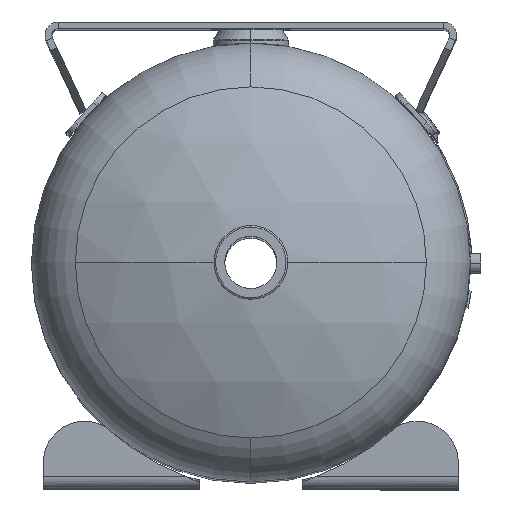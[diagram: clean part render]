
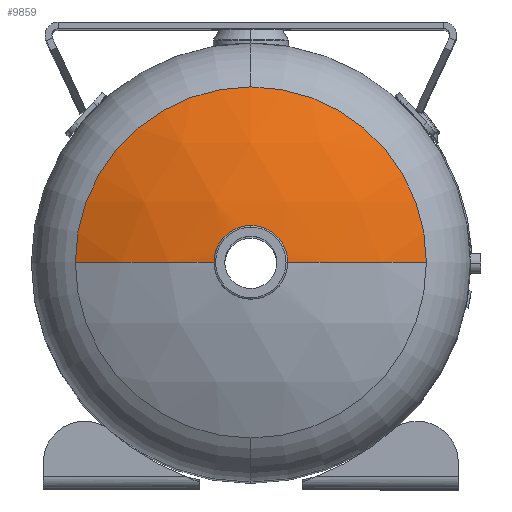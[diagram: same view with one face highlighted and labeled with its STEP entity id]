
A CAD part, top view. The second image highlights one B-rep face of the part: STEP entity #9859.
In plain terms, the highlighted spherical face has radius 365.76 mm.
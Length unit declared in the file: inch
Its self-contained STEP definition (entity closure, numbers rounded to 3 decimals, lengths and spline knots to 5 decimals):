
#214 = CARTESIAN_POINT ( 'NONE',  ( 0., 0., 17.49961 ) ) ;
#216 = DIRECTION ( 'NONE',  ( 0., 0., -1. ) ) ;
#218 = DIRECTION ( 'NONE',  ( 0., 1., 0. ) ) ;
#222 = CARTESIAN_POINT ( 'NONE',  ( 0., 0., 4.6 ) ) ;
#223 = DIRECTION ( 'NONE',  ( 0., 1., 0. ) ) ;
#225 = DIRECTION ( 'NONE',  ( 0., 0., 1. ) ) ;
#530 = CARTESIAN_POINT ( 'NONE',  ( 0., 0., 17.49961 ) ) ;
#532 = DIRECTION ( 'NONE',  ( 0., 0., -1. ) ) ;
#534 = DIRECTION ( 'NONE',  ( 0., 1., 0. ) ) ;
#539 = CARTESIAN_POINT ( 'NONE',  ( 0., 0., 18.94812 ) ) ;
#540 = DIRECTION ( 'NONE',  ( 0., 0., 1. ) ) ;
#541 = DIRECTION ( 'NONE',  ( -1., 0., 0. ) ) ;
#1462 = EDGE_LOOP ( 'NONE', ( #4677, #4678, #4679, #4680, #4681 ) ) ;
#2328 = CARTESIAN_POINT ( 'NONE',  ( 0., 0., 4.6 ) ) ;
#2329 = FACE_OUTER_BOUND ( 'NONE', #1462, .T. ) ;
#2331 = SPHERICAL_SURFACE ( 'NONE', #9684, 14.4 ) ;
#2334 = DIRECTION ( 'NONE',  ( 0., -1., 0. ) ) ;
#2335 = DIRECTION ( 'NONE',  ( 1., 0., 0. ) ) ;
#2890 = CIRCLE ( 'NONE', #2895, 6.4 ) ;
#2892 = CIRCLE ( 'NONE', #2897, 14.4 ) ;
#2895 = AXIS2_PLACEMENT_3D ( 'NONE', #214, #216, #218 ) ;
#2897 = AXIS2_PLACEMENT_3D ( 'NONE', #222, #223, #225 ) ;
#4677 = ORIENTED_EDGE ( 'NONE', *, *, #10034, .F. ) ;
#4678 = ORIENTED_EDGE ( 'NONE', *, *, #9983, .F. ) ;
#4679 = ORIENTED_EDGE ( 'NONE', *, *, #9959, .T. ) ;
#4680 = ORIENTED_EDGE ( 'NONE', *, *, #9958, .F. ) ;
#4681 = ORIENTED_EDGE ( 'NONE', *, *, #9981, .F. ) ;
#6830 = CARTESIAN_POINT ( 'NONE',  ( 0., 0., 4.6 ) ) ;
#6831 = DIRECTION ( 'NONE',  ( 0., -1., 0. ) ) ;
#6832 = DIRECTION ( 'NONE',  ( 1., 0., 0. ) ) ;
#7122 = CARTESIAN_POINT ( 'NONE',  ( -1.22125, 0., 18.94812 ) ) ;
#7125 = CARTESIAN_POINT ( 'NONE',  ( 6.4, 0., 17.49961 ) ) ;
#7126 = CARTESIAN_POINT ( 'NONE',  ( 1.22125, 0., 18.94812 ) ) ;
#7127 = CARTESIAN_POINT ( 'NONE',  ( 0., 6.4, 17.49961 ) ) ;
#7129 = CARTESIAN_POINT ( 'NONE',  ( -6.4, 0., 17.49961 ) ) ;
#9684 = AXIS2_PLACEMENT_3D ( 'NONE', #2328, #2334, #2335 ) ;
#9859 = ADVANCED_FACE ( 'NONE', ( #2329 ), #2331, .T. ) ;
#9958 = EDGE_CURVE ( 'NONE', #11539, #11537, #2890, .T. ) ;
#9959 = EDGE_CURVE ( 'NONE', #11538, #11537, #2892, .T. ) ;
#9981 = EDGE_CURVE ( 'NONE', #11541, #11539, #10791, .T. ) ;
#9983 = EDGE_CURVE ( 'NONE', #11538, #11534, #10798, .T. ) ;
#10034 = EDGE_CURVE ( 'NONE', #11534, #11541, #10958, .T. ) ;
#10791 = CIRCLE ( 'NONE', #10800, 6.4 ) ;
#10798 = CIRCLE ( 'NONE', #10806, 1.22125 ) ;
#10800 = AXIS2_PLACEMENT_3D ( 'NONE', #530, #532, #534 ) ;
#10806 = AXIS2_PLACEMENT_3D ( 'NONE', #539, #540, #541 ) ;
#10958 = CIRCLE ( 'NONE', #10985, 14.4 ) ;
#10985 = AXIS2_PLACEMENT_3D ( 'NONE', #6830, #6831, #6832 ) ;
#11534 = VERTEX_POINT ( 'NONE', #7122 ) ;
#11537 = VERTEX_POINT ( 'NONE', #7125 ) ;
#11538 = VERTEX_POINT ( 'NONE', #7126 ) ;
#11539 = VERTEX_POINT ( 'NONE', #7127 ) ;
#11541 = VERTEX_POINT ( 'NONE', #7129 ) ;
